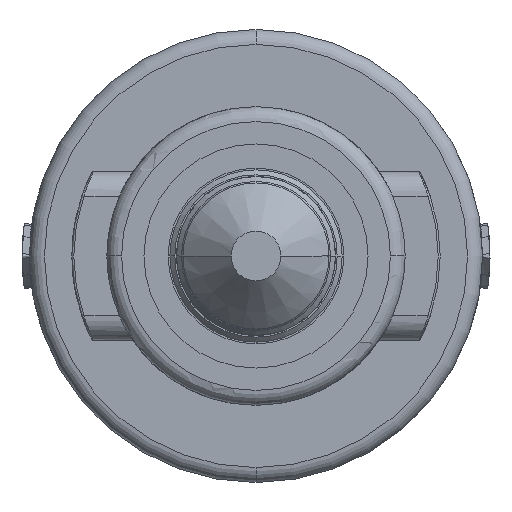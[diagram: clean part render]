
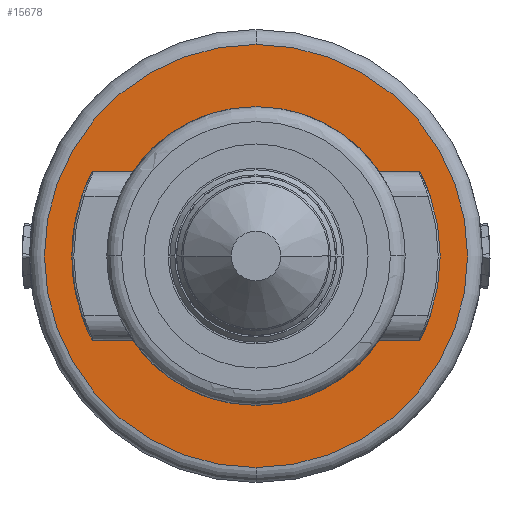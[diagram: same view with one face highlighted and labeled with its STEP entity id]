
A CAD part, left-side view. The second image highlights one B-rep face of the part: STEP entity #15678.
In plain terms, the highlighted face is planar.
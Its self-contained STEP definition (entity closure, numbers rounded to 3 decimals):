
#960 = ORIENTED_EDGE ( 'NONE', *, *, #2949, .T. ) ;
#1052 = DIRECTION ( 'NONE',  ( 1., 0., 0. ) ) ;
#1416 = AXIS2_PLACEMENT_3D ( 'NONE', #8749, #1447, #8931 ) ;
#1447 = DIRECTION ( 'NONE',  ( 1., 0., 0. ) ) ;
#2339 = ORIENTED_EDGE ( 'NONE', *, *, #11543, .F. ) ;
#2486 = CARTESIAN_POINT ( 'NONE',  ( -6.281, 0., 0. ) ) ;
#2949 = EDGE_CURVE ( 'NONE', #16584, #6181, #8796, .T. ) ;
#2978 = CARTESIAN_POINT ( 'NONE',  ( -6.281, 0., -3. ) ) ;
#3266 = CARTESIAN_POINT ( 'NONE',  ( -6.281, 0., 0. ) ) ;
#3583 = DIRECTION ( 'NONE',  ( 0., 0., -1. ) ) ;
#4487 = EDGE_LOOP ( 'NONE', ( #17272, #2339 ) ) ;
#4627 = AXIS2_PLACEMENT_3D ( 'NONE', #2486, #1052, #12839 ) ;
#4856 = CARTESIAN_POINT ( 'NONE',  ( -6.281, 0., 4.25 ) ) ;
#5750 = AXIS2_PLACEMENT_3D ( 'NONE', #18237, #6471, #3583 ) ;
#6181 = VERTEX_POINT ( 'NONE', #4856 ) ;
#6200 = CIRCLE ( 'NONE', #5750, 3. ) ;
#6471 = DIRECTION ( 'NONE',  ( 1., 0., 0. ) ) ;
#7977 = AXIS2_PLACEMENT_3D ( 'NONE', #17710, #14758, #10408 ) ;
#8749 = CARTESIAN_POINT ( 'NONE',  ( -6.281, 0., 0. ) ) ;
#8796 = CIRCLE ( 'NONE', #1416, 4.25 ) ;
#8931 = DIRECTION ( 'NONE',  ( 0., 0., -1. ) ) ;
#8993 = DIRECTION ( 'NONE',  ( 0., 0., -1. ) ) ;
#10332 = EDGE_LOOP ( 'NONE', ( #960, #12632 ) ) ;
#10408 = DIRECTION ( 'NONE',  ( 0., 0., -1. ) ) ;
#10814 = VERTEX_POINT ( 'NONE', #18454 ) ;
#11543 = EDGE_CURVE ( 'NONE', #10814, #14818, #13402, .T. ) ;
#11743 = FACE_OUTER_BOUND ( 'NONE', #10332, .T. ) ;
#12632 = ORIENTED_EDGE ( 'NONE', *, *, #14082, .T. ) ;
#12839 = DIRECTION ( 'NONE',  ( 0., 0., -1. ) ) ;
#12934 = CIRCLE ( 'NONE', #7977, 4.25 ) ;
#13402 = CIRCLE ( 'NONE', #4627, 3. ) ;
#13405 = DIRECTION ( 'NONE',  ( 1., 0., 0. ) ) ;
#13808 = EDGE_CURVE ( 'NONE', #14818, #10814, #6200, .T. ) ;
#14030 = FACE_BOUND ( 'NONE', #4487, .T. ) ;
#14082 = EDGE_CURVE ( 'NONE', #6181, #16584, #12934, .T. ) ;
#14560 = AXIS2_PLACEMENT_3D ( 'NONE', #3266, #13405, #8993 ) ;
#14758 = DIRECTION ( 'NONE',  ( 1., 0., 0. ) ) ;
#14818 = VERTEX_POINT ( 'NONE', #2978 ) ;
#15455 = CARTESIAN_POINT ( 'NONE',  ( -6.281, 0., -4.25 ) ) ;
#15678 = ADVANCED_FACE ( 'NONE', ( #11743, #14030 ), #16395, .T. ) ;
#16395 = PLANE ( 'NONE',  #14560 ) ;
#16584 = VERTEX_POINT ( 'NONE', #15455 ) ;
#17272 = ORIENTED_EDGE ( 'NONE', *, *, #13808, .F. ) ;
#17710 = CARTESIAN_POINT ( 'NONE',  ( -6.281, 0., 0. ) ) ;
#18237 = CARTESIAN_POINT ( 'NONE',  ( -6.281, 0., 0. ) ) ;
#18454 = CARTESIAN_POINT ( 'NONE',  ( -6.281, 0., 3. ) ) ;
